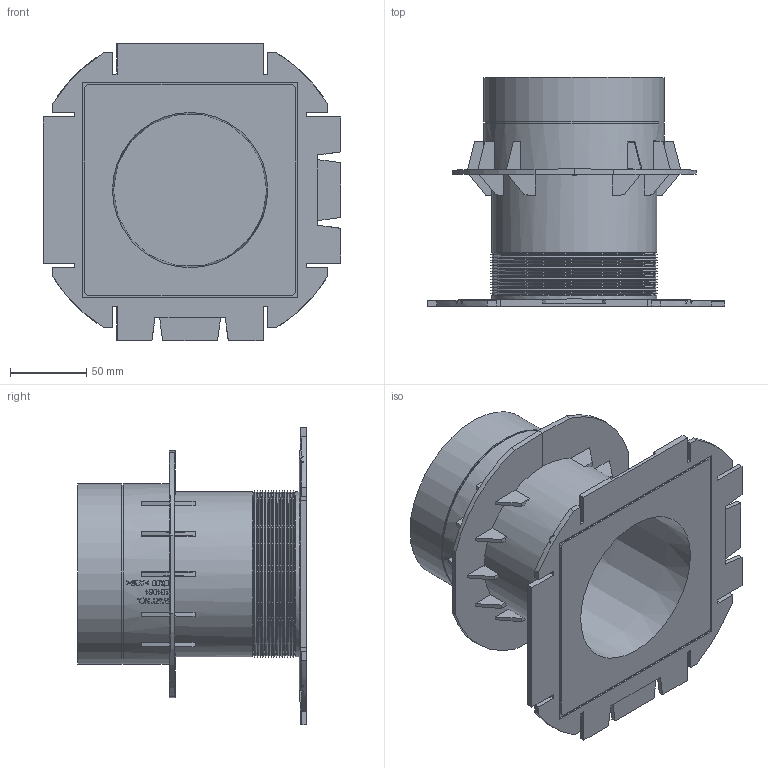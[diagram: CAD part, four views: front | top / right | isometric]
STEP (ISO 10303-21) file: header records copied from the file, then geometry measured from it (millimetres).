
FILE_DESCRIPTION(/* description */ (''),/* implementation_level */ '2;1');
FILE_NAME(/* name */ 'KOS 100_110 D=150.stp',/* time_stamp */ '2020-02-05T09:24:52+01:00',/* author */ ('se-henols'),/* organization */ (''),/* preprocessor_version */ 'ST-DEVELOPER v17.2',/* originating_system */ 'Autodesk Inventor 2019',/* authorisation */ '');
FILE_SCHEMA (('AUTOMOTIVE_DESIGN { 1 0 10303 214 3 1 1 }'));
Length unit declared in the file: millimetre
Products named in the file (1): Assembly1_Shrinkwrap_1
Bounding box: 194.9 x 150 x 194.9 mm (x, y, z)
Volume: 366891.6 mm3; surface area: 207061.7 mm2
Topology: 1 solids, 1 shells, 484 faces, 1332 edges, 876 vertices
Faces by surface type: plane 334, bspline 74, cone 42, cylinder 34
Full cylindrical faces by diameter (mm): 108.3 x2, 117.3 x1, 118.3 x2
Entity records: 18689 total; most frequent: CARTESIAN_POINT 6103, ORIENTED_EDGE 2662, DIRECTION 2289, EDGE_CURVE 1331, VERTEX_POINT 876, LINE 867, VECTOR 867, AXIS2_PLACEMENT_3D 711
